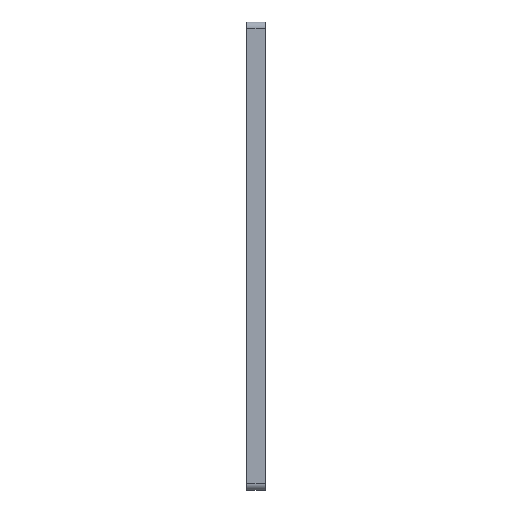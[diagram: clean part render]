
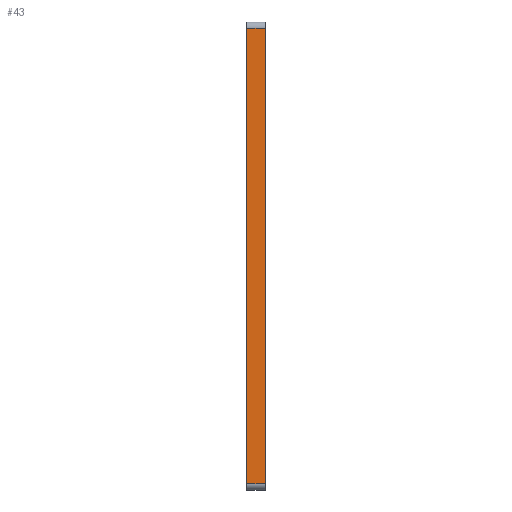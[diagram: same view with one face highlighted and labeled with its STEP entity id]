
A CAD part, left-side view. The second image highlights one B-rep face of the part: STEP entity #43.
In plain terms, the highlighted planar face has unit normal (-1, 0, 0).
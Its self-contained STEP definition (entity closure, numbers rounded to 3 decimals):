
#43 = ADVANCED_FACE ( 'NONE', ( #2083 ), #9796, .F. ) ;
#380 = VECTOR ( 'NONE', #1280, 1000. ) ;
#400 = ORIENTED_EDGE ( 'NONE', *, *, #9015, .T. ) ;
#402 = VECTOR ( 'NONE', #956, 1000. ) ;
#567 = EDGE_CURVE ( 'NONE', #4921, #763, #1171, .T. ) ;
#763 = VERTEX_POINT ( 'NONE', #4970 ) ;
#848 = CARTESIAN_POINT ( 'NONE',  ( -75., 0., -75. ) ) ;
#956 = DIRECTION ( 'NONE',  ( 0., 1., 0. ) ) ;
#1171 = LINE ( 'NONE', #10568, #402 ) ;
#1259 = CARTESIAN_POINT ( 'NONE',  ( -75., 0., 73. ) ) ;
#1280 = DIRECTION ( 'NONE',  ( 0., 0., 1. ) ) ;
#1384 = EDGE_CURVE ( 'NONE', #5759, #5981, #3155, .T. ) ;
#2025 = CARTESIAN_POINT ( 'NONE',  ( -75., 6., -73. ) ) ;
#2083 = FACE_OUTER_BOUND ( 'NONE', #12474, .T. ) ;
#3096 = CARTESIAN_POINT ( 'NONE',  ( -75., 6., -75. ) ) ;
#3155 = LINE ( 'NONE', #2025, #7569 ) ;
#4063 = EDGE_CURVE ( 'NONE', #5759, #763, #5111, .T. ) ;
#4357 = CARTESIAN_POINT ( 'NONE',  ( -75., 0., -73. ) ) ;
#4921 = VERTEX_POINT ( 'NONE', #1259 ) ;
#4970 = CARTESIAN_POINT ( 'NONE',  ( -75., 6., 73. ) ) ;
#5026 = LINE ( 'NONE', #848, #12627 ) ;
#5111 = LINE ( 'NONE', #3096, #380 ) ;
#5713 = ORIENTED_EDGE ( 'NONE', *, *, #1384, .T. ) ;
#5759 = VERTEX_POINT ( 'NONE', #5774 ) ;
#5774 = CARTESIAN_POINT ( 'NONE',  ( -75., 6., -73. ) ) ;
#5966 = DIRECTION ( 'NONE',  ( 0., 0., 1. ) ) ;
#5981 = VERTEX_POINT ( 'NONE', #4357 ) ;
#6132 = DIRECTION ( 'NONE',  ( 1., 0., 0. ) ) ;
#7236 = ORIENTED_EDGE ( 'NONE', *, *, #4063, .F. ) ;
#7569 = VECTOR ( 'NONE', #12628, 1000. ) ;
#9015 = EDGE_CURVE ( 'NONE', #5981, #4921, #5026, .T. ) ;
#9796 = PLANE ( 'NONE',  #10234 ) ;
#10234 = AXIS2_PLACEMENT_3D ( 'NONE', #10772, #6132, #12012 ) ;
#10568 = CARTESIAN_POINT ( 'NONE',  ( -75., 6., 73. ) ) ;
#10772 = CARTESIAN_POINT ( 'NONE',  ( -75., 6., -75. ) ) ;
#12012 = DIRECTION ( 'NONE',  ( 0., 0., -1. ) ) ;
#12474 = EDGE_LOOP ( 'NONE', ( #7236, #5713, #400, #12510 ) ) ;
#12510 = ORIENTED_EDGE ( 'NONE', *, *, #567, .T. ) ;
#12627 = VECTOR ( 'NONE', #5966, 1000. ) ;
#12628 = DIRECTION ( 'NONE',  ( 0., -1., 0. ) ) ;
